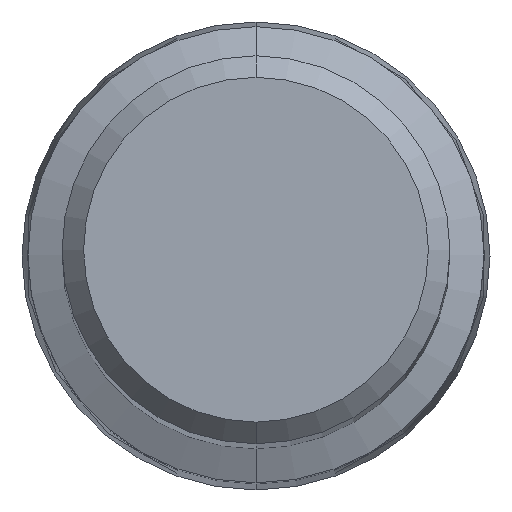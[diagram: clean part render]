
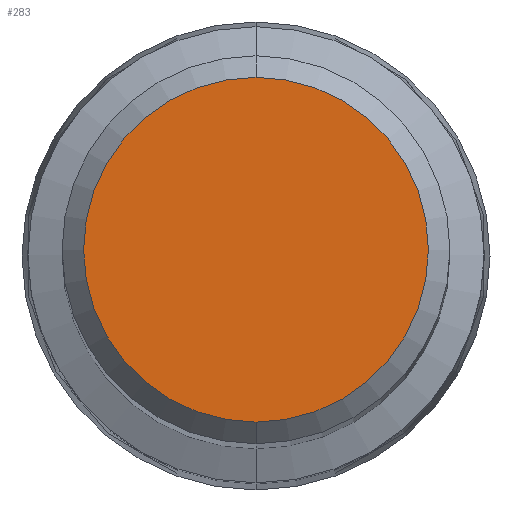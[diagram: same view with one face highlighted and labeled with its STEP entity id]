
A CAD part, top view. The second image highlights one B-rep face of the part: STEP entity #283.
In plain terms, the highlighted planar face has unit normal (0, 0, 1).
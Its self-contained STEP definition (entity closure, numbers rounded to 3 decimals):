
#127=VERTEX_POINT('',#328);
#185=VERTEX_POINT('',#396);
#205=EDGE_CURVE('',#185,#127,#417,.T.);
#265=EDGE_CURVE('',#127,#185,#484,.T.);
#283=ADVANCED_FACE('',(#504),#505,.T.);
#328=CARTESIAN_POINT('',(0.,-4.8,0.0));
#396=CARTESIAN_POINT('',(0.0,4.8,0.0));
#417=CIRCLE('',#655,4.8);
#484=CIRCLE('',#745,4.8);
#504=FACE_OUTER_BOUND('',#769,.T.);
#505=PLANE('',#770);
#655=AXIS2_PLACEMENT_3D('',#925,#926,#927);
#745=AXIS2_PLACEMENT_3D('',#1016,#1017,#1018);
#769=EDGE_LOOP('',(#1041,#1042));
#770=AXIS2_PLACEMENT_3D('',#1043,#1044,#1045);
#925=CARTESIAN_POINT('',(0.0,0.0,0.0));
#926=DIRECTION('',(0.0,0.0,-1.0));
#927=DIRECTION('',(0.0,1.0,0.0));
#1016=CARTESIAN_POINT('',(0.0,0.0,0.0));
#1017=DIRECTION('',(0.0,0.0,-1.0));
#1018=DIRECTION('',(0.0,1.0,0.0));
#1041=ORIENTED_EDGE('',*,*,#205,.F.);
#1042=ORIENTED_EDGE('',*,*,#265,.F.);
#1043=CARTESIAN_POINT('',(0.0,2.4,0.0));
#1044=DIRECTION('',(-0.0,0.0,1.0));
#1045=DIRECTION('',(0.0,-1.0,0.0));
